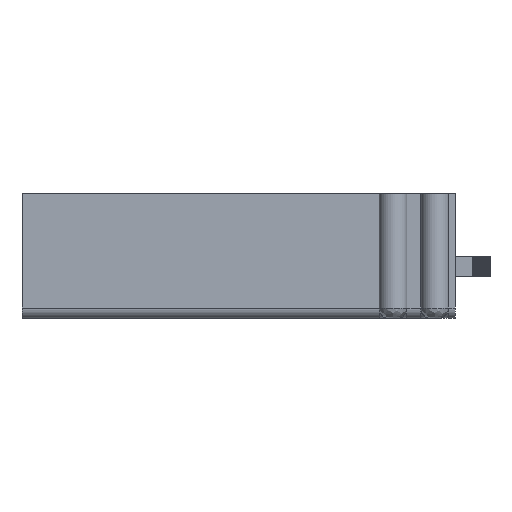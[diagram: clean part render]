
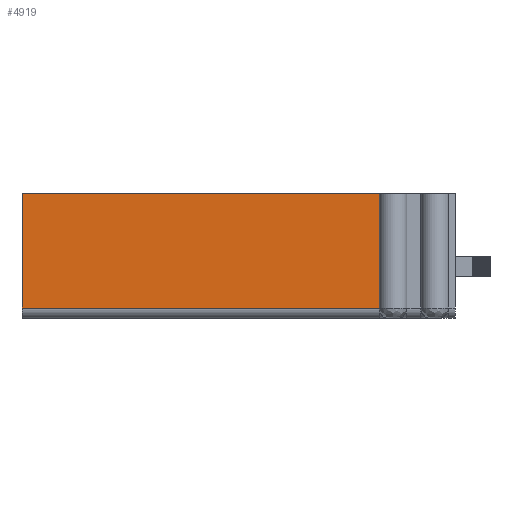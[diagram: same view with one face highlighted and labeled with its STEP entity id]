
A CAD part, front view. The second image highlights one B-rep face of the part: STEP entity #4919.
In plain terms, the highlighted planar face has unit normal (0, -1, 0).
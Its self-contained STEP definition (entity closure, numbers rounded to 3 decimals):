
#1646=DIRECTION('',(-1.,0.,0.));
#1647=VECTOR('',#1646,10.3);
#1648=CARTESIAN_POINT('',(3.3,-6.1,1.6));
#1649=LINE('',#1648,#1647);
#1727=DIRECTION('',(-1.,0.,0.));
#1728=VECTOR('',#1727,10.3);
#1729=CARTESIAN_POINT('',(3.3,-6.1,-1.7));
#1730=LINE('',#1729,#1728);
#1731=DIRECTION('',(0.,0.,-1.));
#1732=VECTOR('',#1731,3.3);
#1733=CARTESIAN_POINT('',(3.3,-6.1,1.6));
#1734=LINE('',#1733,#1732);
#1803=DIRECTION('',(0.,0.,1.));
#1804=VECTOR('',#1803,3.3);
#1805=CARTESIAN_POINT('',(-7.,-6.1,-1.7));
#1806=LINE('',#1805,#1804);
#2046=CARTESIAN_POINT('',(3.3,-6.1,1.6));
#2047=VERTEX_POINT('',#2046);
#2096=CARTESIAN_POINT('',(3.3,-6.1,-1.7));
#2097=VERTEX_POINT('',#2096);
#2399=CARTESIAN_POINT('',(-7.,-6.1,-1.7));
#2401=VERTEX_POINT('',#2399);
#2402=CARTESIAN_POINT('',(-7.,-6.1,1.6));
#2403=VERTEX_POINT('',#2402);
#4905=CARTESIAN_POINT('',(5.5,-6.1,0.));
#4906=DIRECTION('',(0.,1.,0.));
#4907=DIRECTION('',(-1.,0.,0.));
#4908=AXIS2_PLACEMENT_3D('',#4905,#4906,#4907);
#4909=PLANE('',#4908);
#4911=ORIENTED_EDGE('',*,*,#4910,.T.);
#4913=ORIENTED_EDGE('',*,*,#4912,.T.);
#4914=ORIENTED_EDGE('',*,*,#4831,.F.);
#4916=ORIENTED_EDGE('',*,*,#4915,.T.);
#4917=EDGE_LOOP('',(#4911,#4913,#4914,#4916));
#4918=FACE_OUTER_BOUND('',#4917,.F.);
#4831=EDGE_CURVE('',#2047,#2403,#1649,.T.);
#4910=EDGE_CURVE('',#2097,#2401,#1730,.T.);
#4912=EDGE_CURVE('',#2401,#2403,#1806,.T.);
#4915=EDGE_CURVE('',#2047,#2097,#1734,.T.);
#4919=ADVANCED_FACE('',(#4918),#4909,.F.);
